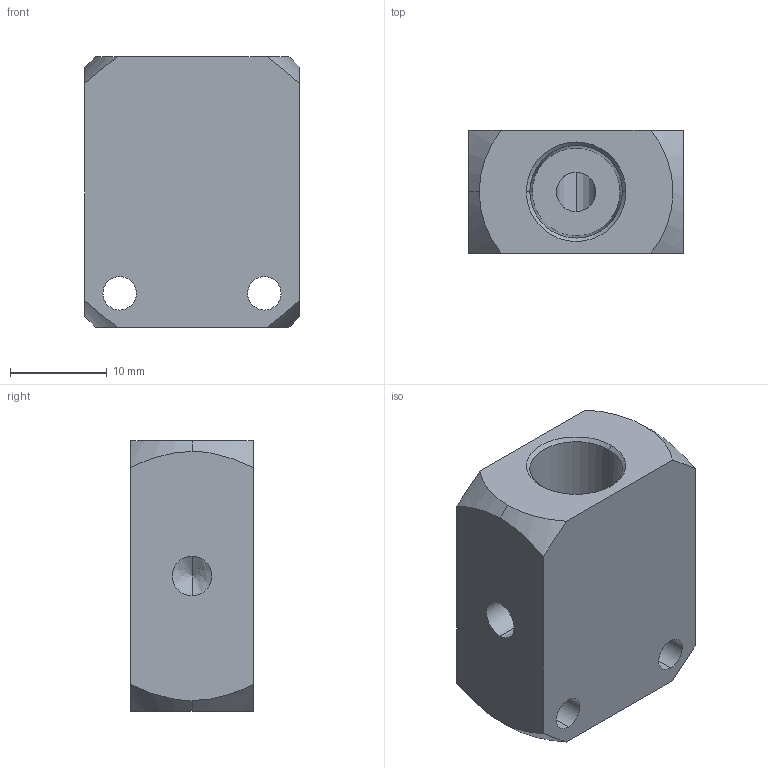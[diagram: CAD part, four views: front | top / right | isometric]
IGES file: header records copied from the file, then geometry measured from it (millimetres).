
Start section: SolidWorks IGES file using analytic representation for surfaces
Global section: file name: E-V-210008.IGS; native system: SolidWorks 2022; preprocessor: SolidWorks 2022; author: WTsang; date: 251007.082312; units: inch
Bounding box: 22.23 x 12.7 x 28 mm (x, y, z)
Volume: 5974.2 mm3; surface area: 3444.3 mm2
Topology: 1 solids, 1 shells, 52 faces, 137 edges, 83 vertices
Faces by surface type: revolution 40, plane 12
